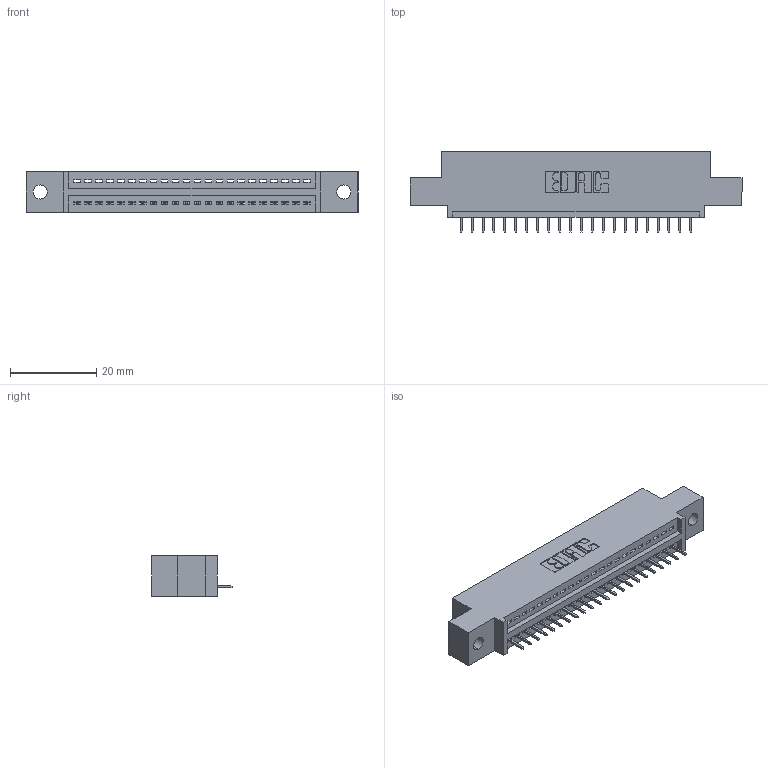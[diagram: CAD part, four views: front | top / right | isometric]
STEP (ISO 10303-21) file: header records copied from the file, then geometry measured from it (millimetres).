
FILE_DESCRIPTION (( 'STEP AP203' ), '1' );
FILE_NAME ('895-022-525-402.STEP', '2020-09-25T10:08:20', ( '' ), ( '' ), 'SwSTEP 2.0', 'SolidWorks 2020', '' );
FILE_SCHEMA (( 'CONFIG_CONTROL_DESIGN' ));
Length unit declared in the file: inch
Products named in the file (3): 345-292-001_345-293-125; 845 Part_0.110 Offset - 0.128 Dia; 895-022-525-402
Assembly tree (23 placements, depth 2):
  895-022-525-402
    845 Part_0.110 Offset - 0.128 Dia
    345-292-001_345-293-125  x22
Bounding box: 77.09 x 18.72 x 9.4 mm (x, y, z)
Volume: 6958.3 mm3; surface area: 8486 mm2
Topology: 23 solids, 23 shells, 1494 faces, 4313 edges, 2786 vertices
Faces by surface type: plane 1096, cylinder 398
Entity records: 19459 total; most frequent: CARTESIAN_POINT 3378, ORIENTED_EDGE 3334, DIRECTION 2979, EDGE_CURVE 1667, LINE 1451, VECTOR 1451, VERTEX_POINT 1106, AXIS2_PLACEMENT_3D 764
